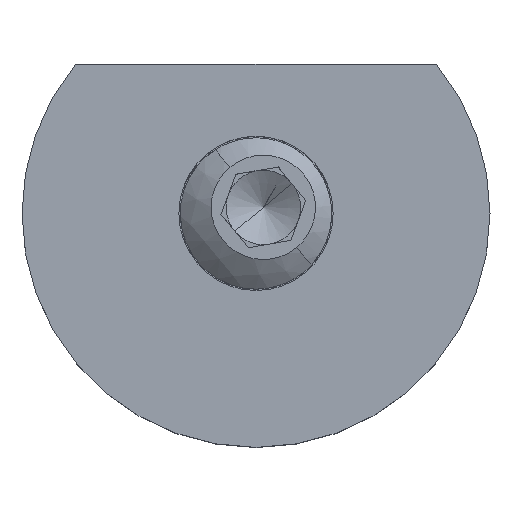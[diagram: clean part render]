
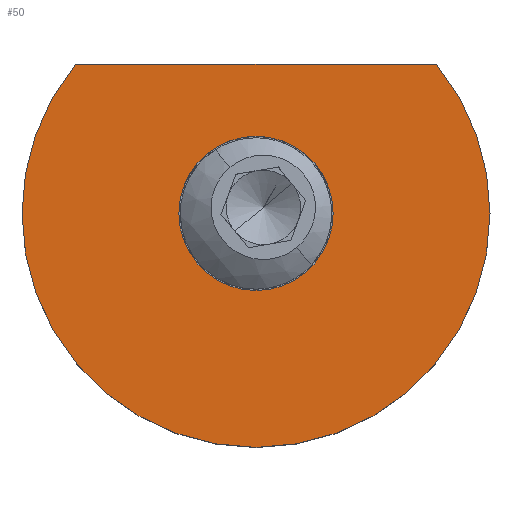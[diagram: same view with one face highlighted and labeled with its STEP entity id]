
A CAD part, top view. The second image highlights one B-rep face of the part: STEP entity #50.
In plain terms, the highlighted planar face has unit normal (0, 0, 1).
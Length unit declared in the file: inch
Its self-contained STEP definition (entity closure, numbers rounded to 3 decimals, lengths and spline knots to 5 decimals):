
#23 = EDGE_CURVE ( 'NONE', #715, #725, #170, .T. ) ;
#25 = EDGE_CURVE ( 'NONE', #723, #724, #262, .T. ) ;
#35 = EDGE_CURVE ( 'NONE', #739, #737, #258, .T. ) ;
#50 = ADVANCED_FACE ( 'NONE', ( #615, #617 ), #1331, .T. ) ;
#61 = EDGE_CURVE ( 'NONE', #737, #715, #376, .T. ) ;
#107 = EDGE_CURVE ( 'NONE', #724, #723, #181, .T. ) ;
#111 = EDGE_CURVE ( 'NONE', #725, #739, #275, .T. ) ;
#165 = AXIS2_PLACEMENT_3D ( 'NONE', #1095, #1096, #1352 ) ;
#170 = CIRCLE ( 'NONE', #267, 0.49 ) ;
#181 = CIRCLE ( 'NONE', #269, 0.1615 ) ;
#221 = VECTOR ( 'NONE', #1118, 39.37008 ) ;
#228 = AXIS2_PLACEMENT_3D ( 'NONE', #1313, #1306, #1336 ) ;
#258 = CIRCLE ( 'NONE', #165, 0.49 ) ;
#262 = CIRCLE ( 'NONE', #263, 0.1615 ) ;
#263 = AXIS2_PLACEMENT_3D ( 'NONE', #1326, #1329, #1322 ) ;
#267 = AXIS2_PLACEMENT_3D ( 'NONE', #1078, #1079, #1327 ) ;
#269 = AXIS2_PLACEMENT_3D ( 'NONE', #1197, #1208, #1209 ) ;
#275 = CIRCLE ( 'NONE', #276, 0.49 ) ;
#276 = AXIS2_PLACEMENT_3D ( 'NONE', #1211, #1214, #1226 ) ;
#376 = LINE ( 'NONE', #1349, #221 ) ;
#584 = ORIENTED_EDGE ( 'NONE', *, *, #61, .T. ) ;
#615 = FACE_BOUND ( 'NONE', #672, .T. ) ;
#617 = FACE_OUTER_BOUND ( 'NONE', #678, .T. ) ;
#672 = EDGE_LOOP ( 'NONE', ( #804, #794 ) ) ;
#678 = EDGE_LOOP ( 'NONE', ( #795, #792, #791, #584 ) ) ;
#715 = VERTEX_POINT ( 'NONE', #848 ) ;
#723 = VERTEX_POINT ( 'NONE', #863 ) ;
#724 = VERTEX_POINT ( 'NONE', #864 ) ;
#725 = VERTEX_POINT ( 'NONE', #865 ) ;
#737 = VERTEX_POINT ( 'NONE', #877 ) ;
#739 = VERTEX_POINT ( 'NONE', #879 ) ;
#791 = ORIENTED_EDGE ( 'NONE', *, *, #35, .T. ) ;
#792 = ORIENTED_EDGE ( 'NONE', *, *, #111, .T. ) ;
#794 = ORIENTED_EDGE ( 'NONE', *, *, #107, .F. ) ;
#795 = ORIENTED_EDGE ( 'NONE', *, *, #23, .T. ) ;
#804 = ORIENTED_EDGE ( 'NONE', *, *, #25, .F. ) ;
#848 = CARTESIAN_POINT ( 'NONE',  ( -0.37783, 0.312, 0.25 ) ) ;
#863 = CARTESIAN_POINT ( 'NONE',  ( 0.1615, 0., 0.25 ) ) ;
#864 = CARTESIAN_POINT ( 'NONE',  ( -0.1615, 0., 0.25 ) ) ;
#865 = CARTESIAN_POINT ( 'NONE',  ( -0.49, 0., 0.25 ) ) ;
#877 = CARTESIAN_POINT ( 'NONE',  ( 0.37783, 0.312, 0.25 ) ) ;
#879 = CARTESIAN_POINT ( 'NONE',  ( 0.49, 0., 0.25 ) ) ;
#1078 = CARTESIAN_POINT ( 'NONE',  ( 0., 0., 0.25 ) ) ;
#1079 = DIRECTION ( 'NONE',  ( 0., 0., 1. ) ) ;
#1095 = CARTESIAN_POINT ( 'NONE',  ( 0., 0., 0.25 ) ) ;
#1096 = DIRECTION ( 'NONE',  ( 0., 0., 1. ) ) ;
#1118 = DIRECTION ( 'NONE',  ( -1., 0., 0. ) ) ;
#1197 = CARTESIAN_POINT ( 'NONE',  ( 0., 0., 0.25 ) ) ;
#1208 = DIRECTION ( 'NONE',  ( 0., 0., 1. ) ) ;
#1209 = DIRECTION ( 'NONE',  ( 1., 0., 0. ) ) ;
#1211 = CARTESIAN_POINT ( 'NONE',  ( 0., 0., 0.25 ) ) ;
#1214 = DIRECTION ( 'NONE',  ( 0., 0., 1. ) ) ;
#1226 = DIRECTION ( 'NONE',  ( 1., 0., 0. ) ) ;
#1306 = DIRECTION ( 'NONE',  ( 0., 0., 1. ) ) ;
#1313 = CARTESIAN_POINT ( 'NONE',  ( 0., 0., 0.25 ) ) ;
#1322 = DIRECTION ( 'NONE',  ( 1., 0., 0. ) ) ;
#1326 = CARTESIAN_POINT ( 'NONE',  ( 0., 0., 0.25 ) ) ;
#1327 = DIRECTION ( 'NONE',  ( 1., 0., 0. ) ) ;
#1329 = DIRECTION ( 'NONE',  ( 0., 0., 1. ) ) ;
#1331 = PLANE ( 'NONE',  #228 ) ;
#1336 = DIRECTION ( 'NONE',  ( 1., 0., 0. ) ) ;
#1349 = CARTESIAN_POINT ( 'NONE',  ( 0., 0.312, 0.25 ) ) ;
#1352 = DIRECTION ( 'NONE',  ( 1., 0., 0. ) ) ;
